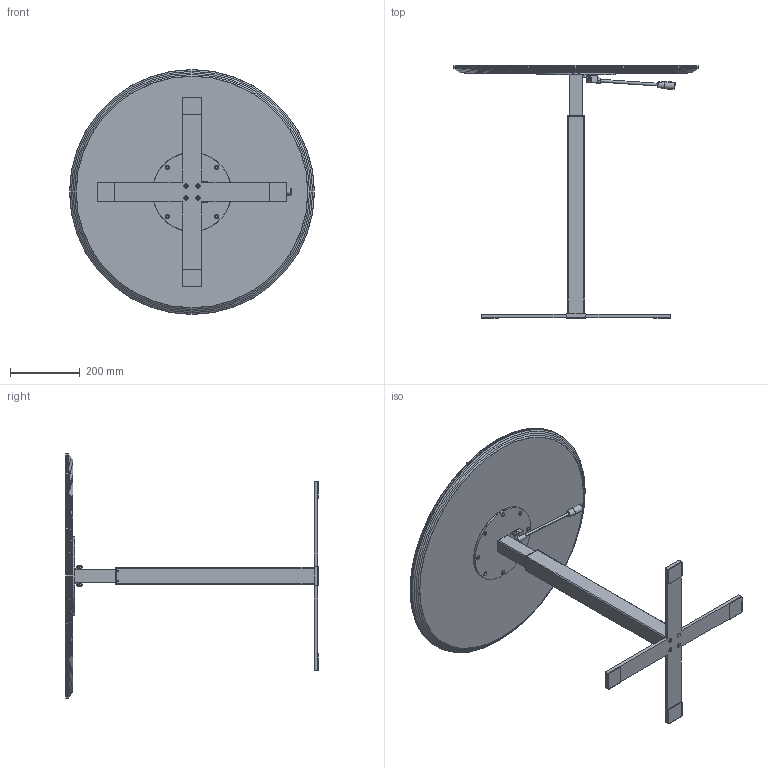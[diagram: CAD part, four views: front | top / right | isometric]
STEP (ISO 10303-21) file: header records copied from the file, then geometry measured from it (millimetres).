
FILE_DESCRIPTION (( 'STEP AP203' ), '1' );
FILE_NAME ('50312x6_Bord ø700, pelarstativ gas 540 Stå_Sitt, spak.STEP', '2019-03-04T09:41:43', ( '' ), ( '' ), 'SwSTEP 2.0', 'SolidWorks 2017', '' );
FILE_SCHEMA (( 'CONFIG_CONTROL_DESIGN' ));
Length unit declared in the file: millimetre
Products named in the file (1): 50312x6_Bord ø700, pelarstativ gas 540 Stå_Sitt, spak
Bounding box: 700 x 722.45 x 700 mm (x, y, z)
Surface area: 1591092.6 mm2 (no closed solid volume)
Topology: 0 solids, 33 shells, 236 faces, 711 edges, 494 vertices
Faces by surface type: cylinder 99, plane 82, cone 34, torus 14, sphere 4, bspline 3
Entity records: 8227 total; most frequent: CARTESIAN_POINT 1601, DIRECTION 1515, ORIENTED_EDGE 1121, EDGE_CURVE 711, AXIS2_PLACEMENT_3D 582, VERTEX_POINT 494, VECTOR 351, LINE 351
